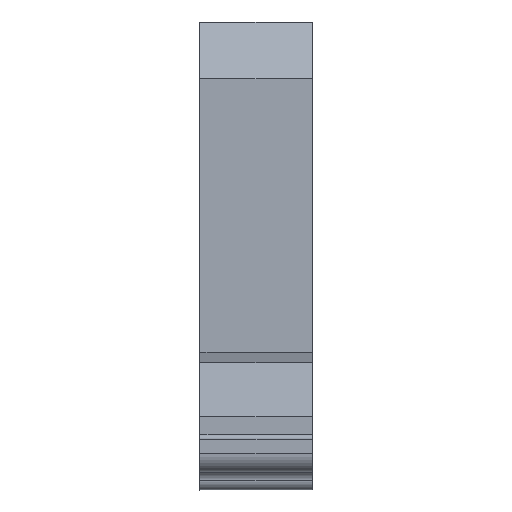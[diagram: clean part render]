
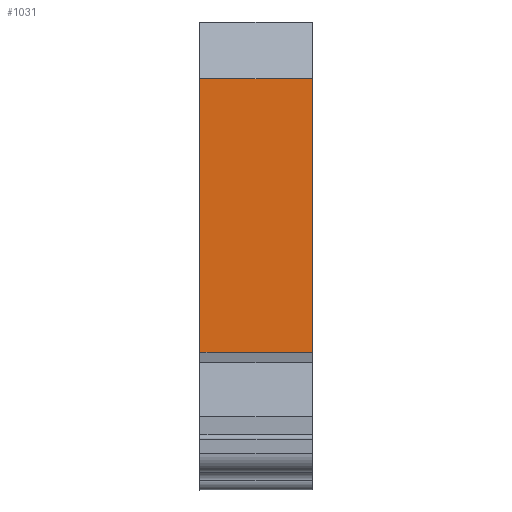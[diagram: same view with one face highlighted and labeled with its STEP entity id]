
A CAD part, front view. The second image highlights one B-rep face of the part: STEP entity #1031.
In plain terms, the highlighted planar face has unit normal (0, -1, 0).
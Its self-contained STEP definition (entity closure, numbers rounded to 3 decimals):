
#995=AXIS2_PLACEMENT_3D('Plane Axis2P3D',#992,#993,#994) ;
#251=CARTESIAN_POINT('Vertex',(0.,0.,14.55)) ;
#254=CARTESIAN_POINT('Line Origine',(0.,0.,28.95)) ;
#258=CARTESIAN_POINT('Vertex',(0.,0.,43.35)) ;
#963=CARTESIAN_POINT('Vertex',(0.9,0.,14.55)) ;
#966=CARTESIAN_POINT('Line Origine',(0.45,0.,14.55)) ;
#992=CARTESIAN_POINT('Axis2P3D Location',(0.,0.,49.35)) ;
#997=CARTESIAN_POINT('Line Origine',(5.95,0.,43.35)) ;
#1001=CARTESIAN_POINT('Vertex',(11.9,0.,43.35)) ;
#1004=CARTESIAN_POINT('Line Origine',(0.9,0.,14.543)) ;
#1008=CARTESIAN_POINT('Vertex',(0.9,0.,14.536)) ;
#1011=CARTESIAN_POINT('Line Origine',(6.4,0.,14.536)) ;
#1015=CARTESIAN_POINT('Vertex',(11.9,0.,14.536)) ;
#1018=CARTESIAN_POINT('Line Origine',(11.9,0.,28.943)) ;
#255=DIRECTION('Vector Direction',(0.,0.,-1.)) ;
#967=DIRECTION('Vector Direction',(1.,0.,0.)) ;
#993=DIRECTION('Axis2P3D Direction',(0.,-1.,0.)) ;
#994=DIRECTION('Axis2P3D XDirection',(0.,0.,-1.)) ;
#998=DIRECTION('Vector Direction',(1.,0.,0.)) ;
#1005=DIRECTION('Vector Direction',(0.,0.,-1.)) ;
#1012=DIRECTION('Vector Direction',(-1.,0.,0.)) ;
#1019=DIRECTION('Vector Direction',(0.,0.,-1.)) ;
#256=VECTOR('Line Direction',#255,1.) ;
#968=VECTOR('Line Direction',#967,1.) ;
#999=VECTOR('Line Direction',#998,1.) ;
#1006=VECTOR('Line Direction',#1005,1.) ;
#1013=VECTOR('Line Direction',#1012,1.) ;
#1020=VECTOR('Line Direction',#1019,1.) ;
#1024=ORIENTED_EDGE('',*,*,#1003,.F.) ;
#1025=ORIENTED_EDGE('',*,*,#260,.T.) ;
#1026=ORIENTED_EDGE('',*,*,#970,.T.) ;
#1027=ORIENTED_EDGE('',*,*,#1010,.T.) ;
#1028=ORIENTED_EDGE('',*,*,#1017,.F.) ;
#1029=ORIENTED_EDGE('',*,*,#1022,.F.) ;
#1031=ADVANCED_FACE('SAK_1635_PA',(#1030),#996,.T.) ;
#260=EDGE_CURVE('',#259,#252,#257,.T.) ;
#970=EDGE_CURVE('',#252,#964,#969,.T.) ;
#1003=EDGE_CURVE('',#259,#1002,#1000,.T.) ;
#1010=EDGE_CURVE('',#964,#1009,#1007,.T.) ;
#1017=EDGE_CURVE('',#1016,#1009,#1014,.T.) ;
#1022=EDGE_CURVE('',#1002,#1016,#1021,.T.) ;
#1023=EDGE_LOOP('',(#1024,#1025,#1026,#1027,#1028,#1029)) ;
#1030=FACE_OUTER_BOUND('',#1023,.T.) ;
#257=LINE('Line',#254,#256) ;
#969=LINE('Line',#966,#968) ;
#1000=LINE('Line',#997,#999) ;
#1007=LINE('Line',#1004,#1006) ;
#1014=LINE('Line',#1011,#1013) ;
#1021=LINE('Line',#1018,#1020) ;
#996=PLANE('',#995) ;
#252=VERTEX_POINT('',#251) ;
#259=VERTEX_POINT('',#258) ;
#964=VERTEX_POINT('',#963) ;
#1002=VERTEX_POINT('',#1001) ;
#1009=VERTEX_POINT('',#1008) ;
#1016=VERTEX_POINT('',#1015) ;
